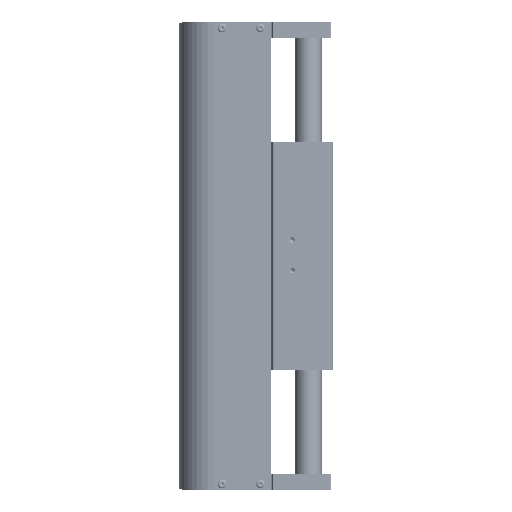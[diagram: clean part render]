
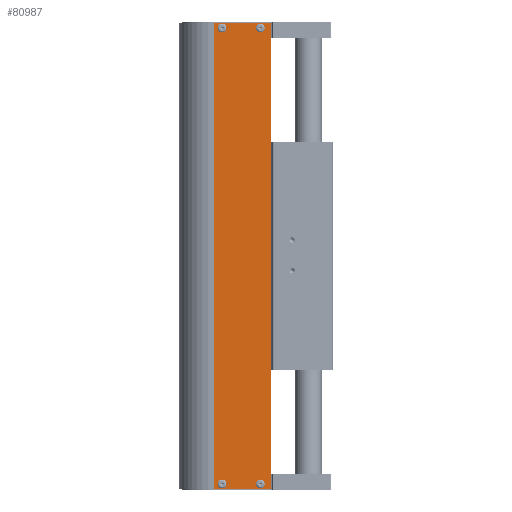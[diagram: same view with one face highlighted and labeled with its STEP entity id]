
A CAD part, left-side view. The second image highlights one B-rep face of the part: STEP entity #80987.
In plain terms, the highlighted face is planar.
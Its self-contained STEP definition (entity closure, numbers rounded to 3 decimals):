
#808 = CARTESIAN_POINT ( 'NONE',  ( 32., -51.5, 427. ) ) ;
#5797 = DIRECTION ( 'NONE',  ( 0., 0., -1. ) ) ;
#7411 = VERTEX_POINT ( 'NONE', #34293 ) ;
#9973 = CARTESIAN_POINT ( 'NONE',  ( 32., -52., 427. ) ) ;
#12458 = CARTESIAN_POINT ( 'NONE',  ( 32., -7., 419.6 ) ) ;
#12717 = CARTESIAN_POINT ( 'NONE',  ( 32., 0., 427. ) ) ;
#13320 = ORIENTED_EDGE ( 'NONE', *, *, #99736, .T. ) ;
#13443 = CARTESIAN_POINT ( 'NONE',  ( 32., -42., 419.6 ) ) ;
#13805 = CARTESIAN_POINT ( 'NONE',  ( 32., -7., 2.6 ) ) ;
#14071 = DIRECTION ( 'NONE',  ( 0., 0., -1. ) ) ;
#14345 = VERTEX_POINT ( 'NONE', #13805 ) ;
#14491 = FACE_OUTER_BOUND ( 'NONE', #14533, .T. ) ;
#14533 = EDGE_LOOP ( 'NONE', ( #51971, #24142, #13320, #62805 ) ) ;
#15574 = DIRECTION ( 'NONE',  ( 1., 0., 0. ) ) ;
#15788 = EDGE_CURVE ( 'NONE', #19600, #93268, #47970, .T. ) ;
#18499 = DIRECTION ( 'NONE',  ( 0., 0., -1. ) ) ;
#19600 = VERTEX_POINT ( 'NONE', #808 ) ;
#21129 = LINE ( 'NONE', #105867, #101801 ) ;
#22524 = DIRECTION ( 'NONE',  ( 1., 0., 0. ) ) ;
#22962 = ORIENTED_EDGE ( 'NONE', *, *, #83273, .F. ) ;
#24142 = ORIENTED_EDGE ( 'NONE', *, *, #55446, .T. ) ;
#24606 = ORIENTED_EDGE ( 'NONE', *, *, #95594, .F. ) ;
#29715 = VERTEX_POINT ( 'NONE', #13443 ) ;
#29881 = CARTESIAN_POINT ( 'NONE',  ( 32., -42., 5. ) ) ;
#30564 = DIRECTION ( 'NONE',  ( 0., 0., -1. ) ) ;
#33250 = CARTESIAN_POINT ( 'NONE',  ( 32., -7., 422. ) ) ;
#33961 = CARTESIAN_POINT ( 'NONE',  ( 32., -42., 2.6 ) ) ;
#34077 = CARTESIAN_POINT ( 'NONE',  ( 32., -7., 5. ) ) ;
#34293 = CARTESIAN_POINT ( 'NONE',  ( 32., -51.5, 0. ) ) ;
#37306 = EDGE_LOOP ( 'NONE', ( #45019 ) ) ;
#39875 = DIRECTION ( 'NONE',  ( 0., 1., 0. ) ) ;
#40760 = FACE_BOUND ( 'NONE', #78903, .T. ) ;
#41041 = EDGE_CURVE ( 'NONE', #52254, #52254, #83502, .T. ) ;
#45019 = ORIENTED_EDGE ( 'NONE', *, *, #41041, .F. ) ;
#47970 = LINE ( 'NONE', #49062, #53382 ) ;
#49062 = CARTESIAN_POINT ( 'NONE',  ( 32., -52., 427. ) ) ;
#49646 = FACE_BOUND ( 'NONE', #37306, .T. ) ;
#49799 = AXIS2_PLACEMENT_3D ( 'NONE', #9973, #93627, #76925 ) ;
#50757 = FACE_BOUND ( 'NONE', #108993, .T. ) ;
#51287 = EDGE_CURVE ( 'NONE', #29715, #29715, #73977, .T. ) ;
#51971 = ORIENTED_EDGE ( 'NONE', *, *, #15788, .F. ) ;
#52254 = VERTEX_POINT ( 'NONE', #33961 ) ;
#53382 = VECTOR ( 'NONE', #99188, 1000. ) ;
#53636 = AXIS2_PLACEMENT_3D ( 'NONE', #34077, #15574, #68619 ) ;
#55446 = EDGE_CURVE ( 'NONE', #19600, #7411, #97355, .T. ) ;
#56647 = LINE ( 'NONE', #90528, #108807 ) ;
#57227 = CIRCLE ( 'NONE', #53636, 2.4 ) ;
#62805 = ORIENTED_EDGE ( 'NONE', *, *, #70546, .F. ) ;
#66166 = CARTESIAN_POINT ( 'NONE',  ( 32., 0., 0. ) ) ;
#66393 = FACE_BOUND ( 'NONE', #109115, .T. ) ;
#68619 = DIRECTION ( 'NONE',  ( 0., 0., -1. ) ) ;
#70546 = EDGE_CURVE ( 'NONE', #93268, #72905, #21129, .T. ) ;
#72905 = VERTEX_POINT ( 'NONE', #66166 ) ;
#72920 = CARTESIAN_POINT ( 'NONE',  ( 32., -51.5, 427. ) ) ;
#73977 = CIRCLE ( 'NONE', #79456, 2.4 ) ;
#75400 = DIRECTION ( 'NONE',  ( 1., 0., 0. ) ) ;
#76925 = DIRECTION ( 'NONE',  ( 0., -1., 0. ) ) ;
#77076 = CARTESIAN_POINT ( 'NONE',  ( 32., -42., 422. ) ) ;
#78903 = EDGE_LOOP ( 'NONE', ( #24606 ) ) ;
#79456 = AXIS2_PLACEMENT_3D ( 'NONE', #77076, #94361, #18499 ) ;
#80987 = ADVANCED_FACE ( 'NONE', ( #14491, #50757, #40760, #49646, #66393 ), #100322, .F. ) ;
#83273 = EDGE_CURVE ( 'NONE', #14345, #14345, #57227, .T. ) ;
#83502 = CIRCLE ( 'NONE', #99486, 2.4 ) ;
#88219 = VECTOR ( 'NONE', #30564, 1000. ) ;
#88791 = VERTEX_POINT ( 'NONE', #12458 ) ;
#90528 = CARTESIAN_POINT ( 'NONE',  ( 32., -52., 0. ) ) ;
#93268 = VERTEX_POINT ( 'NONE', #12717 ) ;
#93627 = DIRECTION ( 'NONE',  ( -1., 0., 0. ) ) ;
#94361 = DIRECTION ( 'NONE',  ( 1., 0., 0. ) ) ;
#95594 = EDGE_CURVE ( 'NONE', #88791, #88791, #100974, .T. ) ;
#96423 = DIRECTION ( 'NONE',  ( 0., 0., -1. ) ) ;
#97355 = LINE ( 'NONE', #72920, #88219 ) ;
#99188 = DIRECTION ( 'NONE',  ( 0., 1., 0. ) ) ;
#99486 = AXIS2_PLACEMENT_3D ( 'NONE', #29881, #22524, #5797 ) ;
#99736 = EDGE_CURVE ( 'NONE', #7411, #72905, #56647, .T. ) ;
#100322 = PLANE ( 'NONE',  #49799 ) ;
#100974 = CIRCLE ( 'NONE', #104450, 2.4 ) ;
#101801 = VECTOR ( 'NONE', #96423, 1000. ) ;
#103661 = ORIENTED_EDGE ( 'NONE', *, *, #51287, .F. ) ;
#104450 = AXIS2_PLACEMENT_3D ( 'NONE', #33250, #75400, #14071 ) ;
#105867 = CARTESIAN_POINT ( 'NONE',  ( 32., 0., 427. ) ) ;
#108807 = VECTOR ( 'NONE', #39875, 1000. ) ;
#108993 = EDGE_LOOP ( 'NONE', ( #103661 ) ) ;
#109115 = EDGE_LOOP ( 'NONE', ( #22962 ) ) ;
